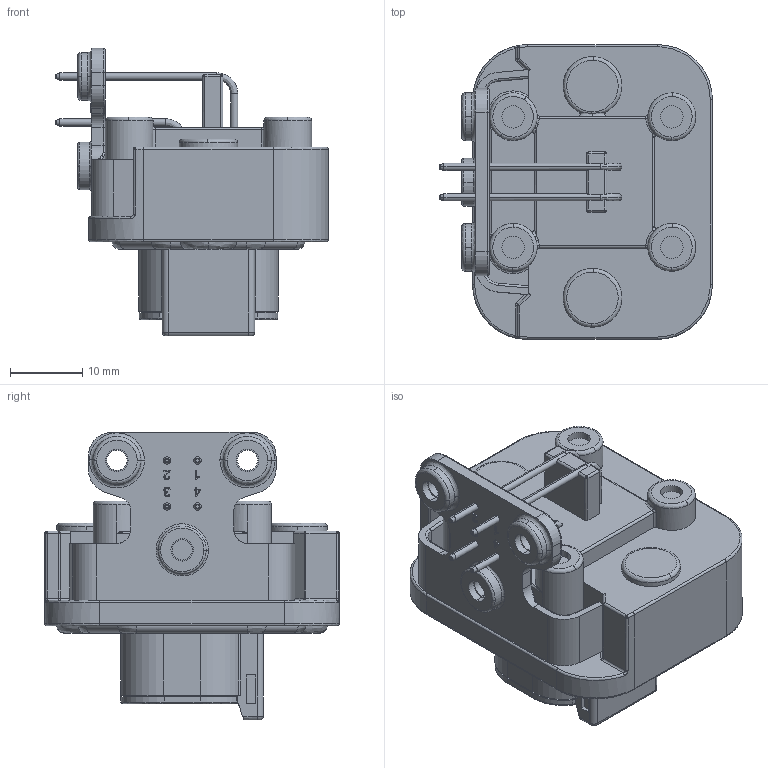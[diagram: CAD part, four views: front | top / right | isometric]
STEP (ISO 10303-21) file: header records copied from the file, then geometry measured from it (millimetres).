
FILE_DESCRIPTION (( 'STEP AP214' ), '1' );
FILE_NAME ('C-ATM13-4P-BM04_3D.STEP', '2018-08-30T19:51:33', ( '' ), ( '' ), 'SwSTEP 2.0', 'SolidWorks 2018', '' );
FILE_SCHEMA (( 'AUTOMOTIVE_DESIGN' ));
Length unit declared in the file: millimetre
Products named in the file (1): C-ATM13-4P-BM04_3D
Bounding box: 37.65 x 40.66 x 39.7 mm (x, y, z)
Volume: 18931.4 mm3; surface area: 8894.3 mm2
Topology: 1 solids, 3 shells, 832 faces, 2219 edges, 1385 vertices
Faces by surface type: bspline 282, plane 259, cylinder 253, cone 34, torus 4
Entity records: 31738 total; most frequent: CARTESIAN_POINT 12916, ORIENTED_EDGE 4350, DIRECTION 3371, EDGE_CURVE 2175, VERTEX_POINT 1385, AXIS2_PLACEMENT_3D 1201, LINE 969, VECTOR 969
